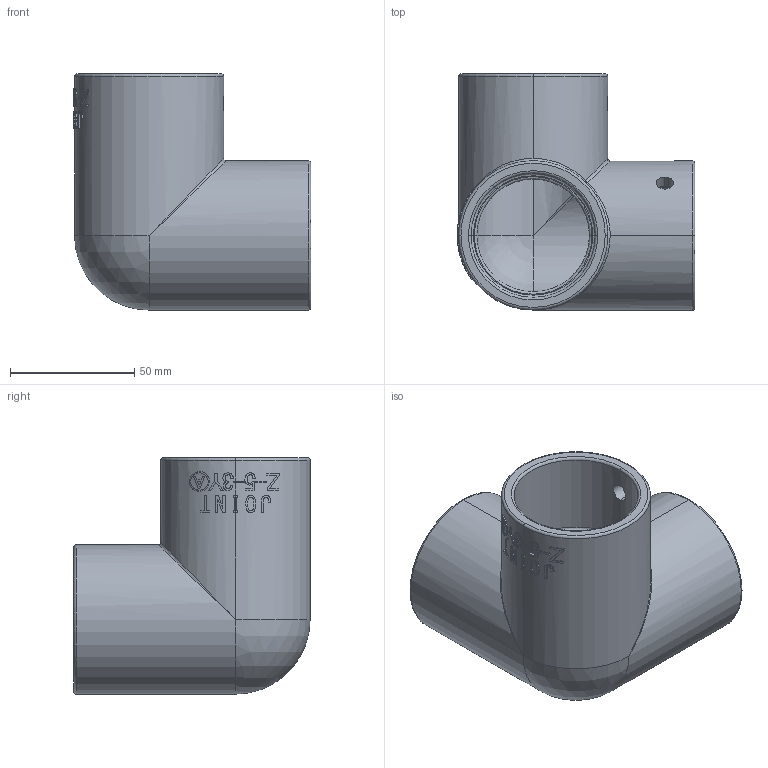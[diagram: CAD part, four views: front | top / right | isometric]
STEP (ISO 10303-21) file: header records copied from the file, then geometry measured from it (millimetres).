
FILE_DESCRIPTION (( 'STEP AP203' ), '1' );
FILE_NAME ('Z-5-3Y.STEP', '2015-01-21T07:13:36', ( 'user' ), ( 'Hewlett-Packard Company' ), 'SwSTEP 2.0', 'SolidWorks 2014', '' );
FILE_SCHEMA (( 'CONFIG_CONTROL_DESIGN' ));
Length unit declared in the file: millimetre
Products named in the file (1): Z-5-3Y
Bounding box: 95.5 x 95 x 95 mm (x, y, z)
Volume: 140176.1 mm3; surface area: 57660.8 mm2
Topology: 1 solids, 1 shells, 288 faces, 755 edges, 466 vertices
Faces by surface type: plane 100, bspline 97, cylinder 50, torus 37, sphere 4
Entity records: 11866 total; most frequent: CARTESIAN_POINT 5442, ORIENTED_EDGE 1470, DIRECTION 1103, EDGE_CURVE 735, VERTEX_POINT 466, AXIS2_PLACEMENT_3D 421, EDGE_LOOP 315, FACE_OUTER_BOUND 288
